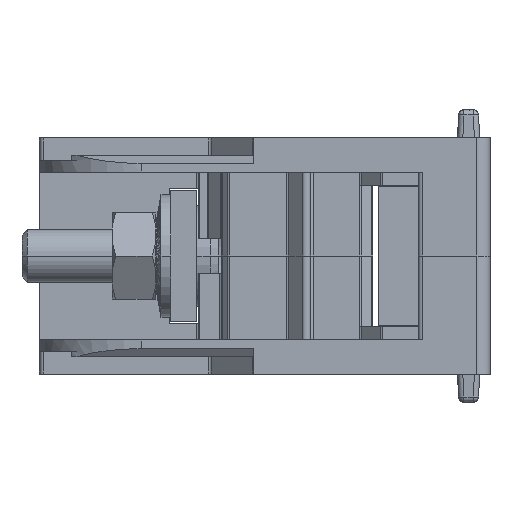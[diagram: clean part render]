
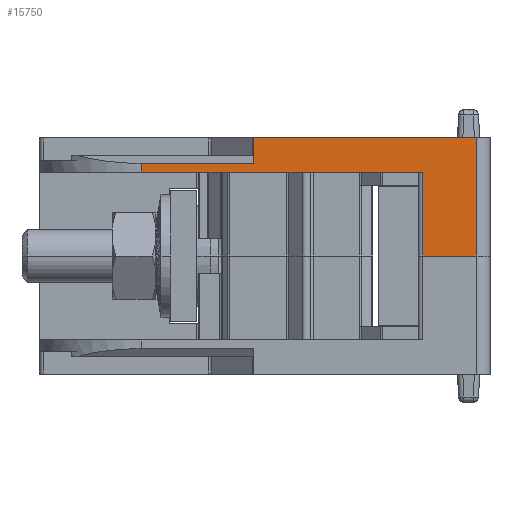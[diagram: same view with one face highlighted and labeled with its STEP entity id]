
A CAD part, left-side view. The second image highlights one B-rep face of the part: STEP entity #15750.
In plain terms, the highlighted planar face has unit normal (-1, 0, 0).
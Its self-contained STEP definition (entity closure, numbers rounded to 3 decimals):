
#15750=ADVANCED_FACE('',(#18903),#17642,.T.);
#17642=PLANE('',#51911);
#18903=FACE_OUTER_BOUND('',#20897,.T.);
#20897=EDGE_LOOP('',(#25846,#25847,#25848,#25849,#25850,#25851,#25852,#25853));
#25846=ORIENTED_EDGE('',*,*,#38852,.F.);
#25847=ORIENTED_EDGE('',*,*,#39880,.T.);
#25848=ORIENTED_EDGE('',*,*,#39367,.F.);
#25849=ORIENTED_EDGE('',*,*,#39881,.T.);
#25850=ORIENTED_EDGE('',*,*,#39882,.T.);
#25851=ORIENTED_EDGE('',*,*,#39883,.F.);
#25852=ORIENTED_EDGE('',*,*,#39043,.T.);
#25853=ORIENTED_EDGE('',*,*,#39879,.F.);
#35238=VERTEX_POINT('',#64907);
#35239=VERTEX_POINT('',#64909);
#35421=VERTEX_POINT('',#65344);
#35422=VERTEX_POINT('',#65346);
#35689=VERTEX_POINT('',#66187);
#35690=VERTEX_POINT('',#66189);
#35989=VERTEX_POINT('',#68823);
#35990=VERTEX_POINT('',#68825);
#38852=EDGE_CURVE('',#35238,#35239,#44432,.T.);
#39043=EDGE_CURVE('',#35422,#35421,#44563,.T.);
#39367=EDGE_CURVE('',#35689,#35690,#44789,.T.);
#39879=EDGE_CURVE('',#35239,#35421,#45117,.T.);
#39880=EDGE_CURVE('',#35238,#35690,#45118,.T.);
#39881=EDGE_CURVE('',#35689,#35989,#45119,.T.);
#39882=EDGE_CURVE('',#35989,#35990,#45120,.T.);
#39883=EDGE_CURVE('',#35422,#35990,#45121,.T.);
#44432=LINE('',#64908,#47898);
#44563=LINE('',#65345,#48029);
#44789=LINE('',#66188,#48255);
#45117=LINE('',#68819,#48583);
#45118=LINE('',#68821,#48584);
#45119=LINE('',#68822,#48585);
#45120=LINE('',#68824,#48586);
#45121=LINE('',#68826,#48587);
#47898=VECTOR('',#54727,1.);
#48029=VECTOR('',#55002,1.);
#48255=VECTOR('',#55510,1.);
#48583=VECTOR('',#56512,1.);
#48584=VECTOR('',#56515,1.);
#48585=VECTOR('',#56516,1.);
#48586=VECTOR('',#56517,1.);
#48587=VECTOR('',#56518,1.);
#51911=AXIS2_PLACEMENT_3D('',#68827,#56519,#56520);
#54727=DIRECTION('',(0.,1.,0.));
#55002=DIRECTION('',(0.,-1.,0.));
#55510=DIRECTION('',(0.,-1.,0.));
#56512=DIRECTION('',(0.,0.,1.));
#56515=DIRECTION('',(0.,0.,1.));
#56516=DIRECTION('',(0.,0.,-1.));
#56517=DIRECTION('',(0.,1.,0.));
#56518=DIRECTION('',(0.,0.,1.));
#56519=DIRECTION('',(-1.,0.,0.));
#56520=DIRECTION('',(0.,-1.,0.));
#64907=CARTESIAN_POINT('',(-53.75,-4.5,13.5));
#64908=CARTESIAN_POINT('',(-53.75,-4.5,13.5));
#64909=CARTESIAN_POINT('',(-53.75,1.7,13.5));
#65344=CARTESIAN_POINT('',(-53.75,1.7,23.1));
#65345=CARTESIAN_POINT('',(-53.75,33.881,23.1));
#65346=CARTESIAN_POINT('',(-53.75,33.881,23.1));
#66187=CARTESIAN_POINT('',(-53.75,21.,27.));
#66188=CARTESIAN_POINT('',(-53.75,21.,27.));
#66189=CARTESIAN_POINT('',(-53.75,-4.5,27.));
#68819=CARTESIAN_POINT('',(-53.75,1.7,13.5));
#68821=CARTESIAN_POINT('',(-53.75,-4.5,13.5));
#68822=CARTESIAN_POINT('',(-53.75,21.,27.));
#68823=CARTESIAN_POINT('',(-53.75,21.,24.09));
#68824=CARTESIAN_POINT('',(-53.75,21.,24.09));
#68825=CARTESIAN_POINT('',(-53.75,33.881,24.09));
#68826=CARTESIAN_POINT('',(-53.75,33.881,23.1));
#68827=CARTESIAN_POINT('',(-53.75,-4.5,13.5));
